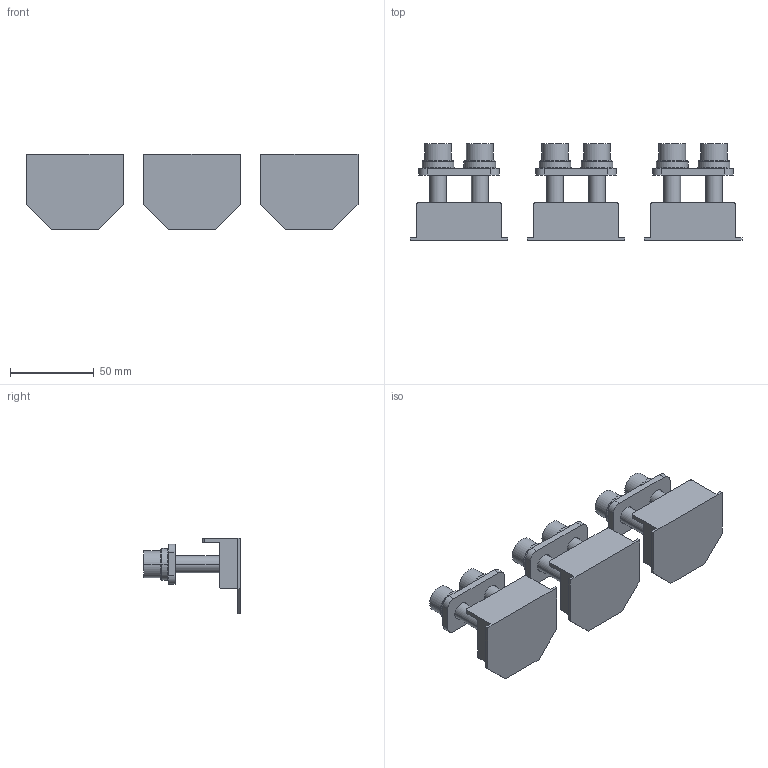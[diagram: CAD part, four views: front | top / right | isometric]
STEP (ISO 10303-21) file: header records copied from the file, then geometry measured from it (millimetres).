
FILE_DESCRIPTION(('CATIA V5 STEP Exchange'),'2;1');
FILE_NAME('1SDH001252R0012_1PA_001_00_E1.2_III_F_TERMINALS_F_UPPER.stp','2014-03-06T08:07:35+00:00',('none'),('none'),'CATIA Version 5 Release 20 SP 5 (IN-10)','CATIA V5 STEP AP214','none');
FILE_SCHEMA(('AUTOMOTIVE_DESIGN { 1 0 10303 214 1 1 1 1 }'));
Length unit declared in the file: millimetre
Products named in the file (1): 1SDH001252R0012_1PA_001_00_E1.2_III_F_TERMINALS_F_UPPER
Bounding box: 198.5 x 57.8 x 45 mm (x, y, z)
Volume: 100329.5 mm3; surface area: 52627.3 mm2
Topology: 18 solids, 18 shells, 285 faces, 687 edges, 462 vertices
Faces by surface type: plane 180, cylinder 93, torus 12
Entity records: 8083 total; most frequent: CARTESIAN_POINT 1393, ORIENTED_EDGE 1374, DIRECTION 1173, EDGE_CURVE 687, VECTOR 477, LINE 477, VERTEX_POINT 462, AXIS2_PLACEMENT_3D 454
